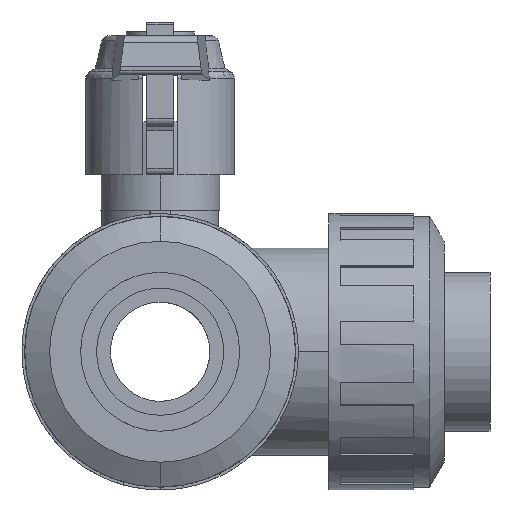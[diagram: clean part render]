
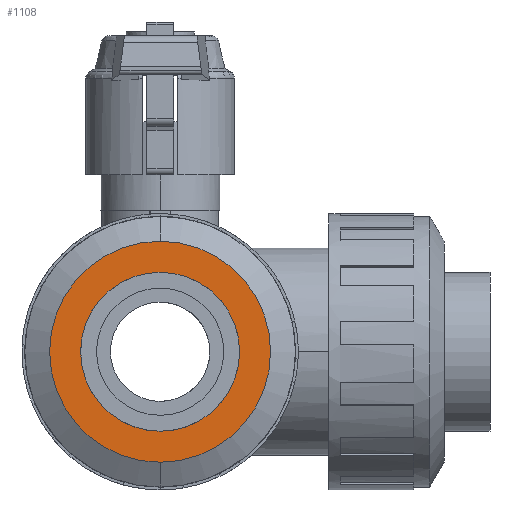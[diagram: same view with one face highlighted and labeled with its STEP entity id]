
A CAD part, left-side view. The second image highlights one B-rep face of the part: STEP entity #1108.
In plain terms, the highlighted planar face has unit normal (-1, 0, 0).
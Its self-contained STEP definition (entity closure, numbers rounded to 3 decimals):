
#1108=ADVANCED_FACE('',(#2275,#2276),#2277,.T.);
#2275=FACE_BOUND('',#3494,.T.);
#2276=FACE_OUTER_BOUND('',#3495,.T.);
#2277=PLANE('',#3496);
#3494=EDGE_LOOP('',(#6992,#6993));
#3495=EDGE_LOOP('',(#6994,#6995));
#3496=AXIS2_PLACEMENT_3D('',#6996,#6997,#6998);
#6992=ORIENTED_EDGE('',*,*,#8757,.F.);
#6993=ORIENTED_EDGE('',*,*,#7495,.F.);
#6994=ORIENTED_EDGE('',*,*,#7500,.T.);
#6995=ORIENTED_EDGE('',*,*,#8755,.T.);
#6996=CARTESIAN_POINT('',(-71.451,0.0,23.9));
#6997=DIRECTION('',(-1.0,0.0,0.0));
#6998=DIRECTION('',(0.0,-0.0,1.0));
#7495=EDGE_CURVE('',#9058,#9054,#9060,.T.);
#7500=EDGE_CURVE('',#9063,#9067,#9069,.T.);
#8755=EDGE_CURVE('',#9067,#9063,#10936,.T.);
#8757=EDGE_CURVE('',#9054,#9058,#10938,.T.);
#9054=VERTEX_POINT('',#11375);
#9058=VERTEX_POINT('',#11380);
#9060=CIRCLE('',#11383,20.0);
#9063=VERTEX_POINT('',#11386);
#9067=VERTEX_POINT('',#11391);
#9069=CIRCLE('',#11394,27.8);
#10936=CIRCLE('',#14373,27.8);
#10938=CIRCLE('',#14375,20.0);
#11375=CARTESIAN_POINT('',(-71.451,0.0,20.0));
#11380=CARTESIAN_POINT('',(-71.451,0.,-20.0));
#11383=AXIS2_PLACEMENT_3D('',#14691,#14692,#14693);
#11386=CARTESIAN_POINT('',(-71.451,0.0,27.8));
#11391=CARTESIAN_POINT('',(-71.451,0.,-27.8));
#11394=AXIS2_PLACEMENT_3D('',#14699,#14700,#14701);
#14373=AXIS2_PLACEMENT_3D('',#16212,#16213,#16214);
#14375=AXIS2_PLACEMENT_3D('',#16215,#16216,#16217);
#14691=CARTESIAN_POINT('',(-71.451,0.0,0.0));
#14692=DIRECTION('',(-1.0,0.0,0.0));
#14693=DIRECTION('',(0.0,-0.0,1.0));
#14699=CARTESIAN_POINT('',(-71.451,0.0,0.0));
#14700=DIRECTION('',(-1.0,0.0,0.0));
#14701=DIRECTION('',(0.0,-0.0,1.0));
#16212=CARTESIAN_POINT('',(-71.451,0.0,0.0));
#16213=DIRECTION('',(-1.0,0.0,0.0));
#16214=DIRECTION('',(0.0,-0.0,1.0));
#16215=CARTESIAN_POINT('',(-71.451,0.0,0.0));
#16216=DIRECTION('',(-1.0,0.0,0.0));
#16217=DIRECTION('',(0.0,-0.0,1.0));
